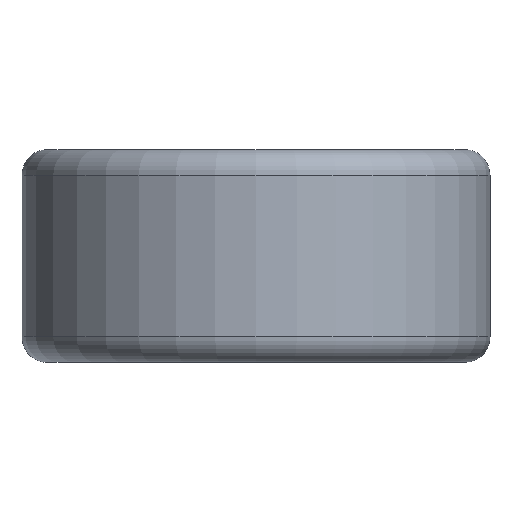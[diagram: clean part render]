
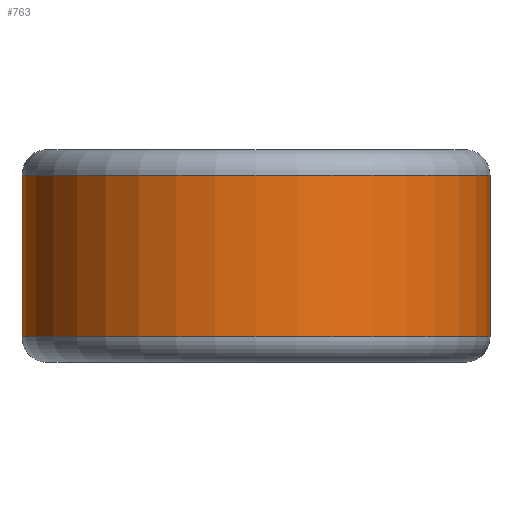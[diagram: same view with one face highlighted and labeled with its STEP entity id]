
A CAD part, front view. The second image highlights one B-rep face of the part: STEP entity #763.
In plain terms, the highlighted cylindrical face has radius 27.5 mm (diameter 55 mm), a full revolution.
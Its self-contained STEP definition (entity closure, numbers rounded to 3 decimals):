
#65 = DIRECTION ( 'NONE',  ( 0., 0., -1. ) ) ;
#140 = VERTEX_POINT ( 'NONE', #864 ) ;
#406 = EDGE_LOOP ( 'NONE', ( #487 ) ) ;
#461 = CARTESIAN_POINT ( 'NONE',  ( 0., 0., 22. ) ) ;
#462 = EDGE_CURVE ( 'NONE', #140, #140, #1358, .T. ) ;
#487 = ORIENTED_EDGE ( 'NONE', *, *, #769, .T. ) ;
#544 = EDGE_LOOP ( 'NONE', ( #1056 ) ) ;
#545 = DIRECTION ( 'NONE',  ( -1., 0., 0. ) ) ;
#549 = VERTEX_POINT ( 'NONE', #568 ) ;
#568 = CARTESIAN_POINT ( 'NONE',  ( -27.5, 0., 22. ) ) ;
#763 = ADVANCED_FACE ( 'NONE', ( #1083, #1172 ), #1306, .T. ) ;
#769 = EDGE_CURVE ( 'NONE', #549, #549, #876, .T. ) ;
#864 = CARTESIAN_POINT ( 'NONE',  ( -27.5, 0., 3. ) ) ;
#876 = CIRCLE ( 'NONE', #1446, 27.5 ) ;
#949 = DIRECTION ( 'NONE',  ( -1., 0., 0. ) ) ;
#975 = AXIS2_PLACEMENT_3D ( 'NONE', #1049, #65, #949 ) ;
#1030 = AXIS2_PLACEMENT_3D ( 'NONE', #1494, #1257, #545 ) ;
#1049 = CARTESIAN_POINT ( 'NONE',  ( 0., 0., -6.122 ) ) ;
#1056 = ORIENTED_EDGE ( 'NONE', *, *, #462, .F. ) ;
#1083 = FACE_OUTER_BOUND ( 'NONE', #544, .T. ) ;
#1172 = FACE_OUTER_BOUND ( 'NONE', #406, .T. ) ;
#1257 = DIRECTION ( 'NONE',  ( 0., 0., -1. ) ) ;
#1306 = CYLINDRICAL_SURFACE ( 'NONE', #975, 27.5 ) ;
#1307 = DIRECTION ( 'NONE',  ( -1., 0., 0. ) ) ;
#1358 = CIRCLE ( 'NONE', #1030, 27.5 ) ;
#1446 = AXIS2_PLACEMENT_3D ( 'NONE', #461, #1545, #1307 ) ;
#1494 = CARTESIAN_POINT ( 'NONE',  ( 0., 0., 3. ) ) ;
#1545 = DIRECTION ( 'NONE',  ( 0., 0., -1. ) ) ;
